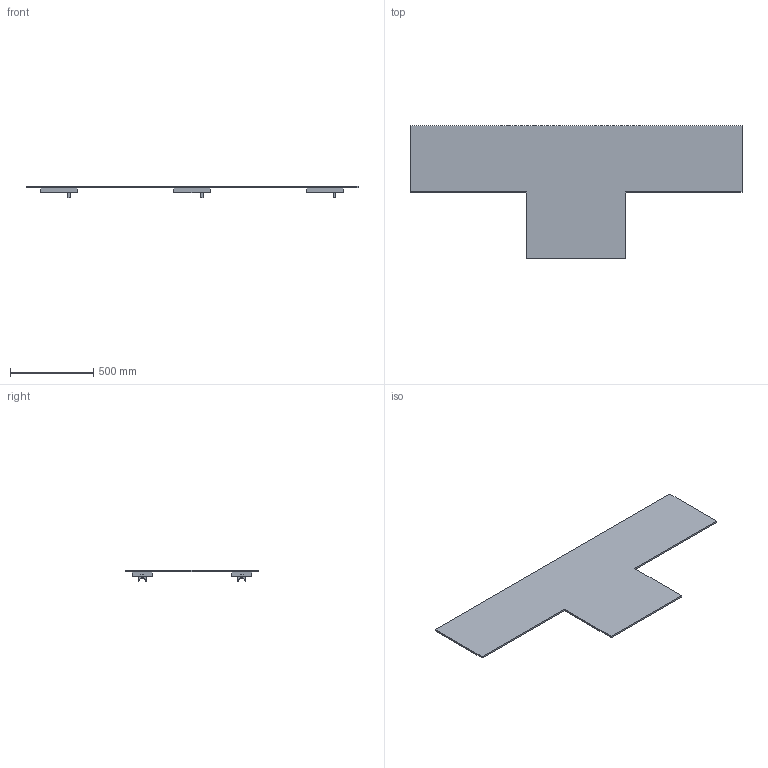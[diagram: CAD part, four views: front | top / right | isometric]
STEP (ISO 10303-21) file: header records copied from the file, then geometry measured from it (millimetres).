
FILE_DESCRIPTION (( 'STEP AP203' ), '1' );
FILE_NAME ('Baugr2.STEP', '2023-08-30T12:08:50', ( '' ), ( '' ), 'SwSTEP 2.0', 'SolidWorks 2020', '' );
FILE_SCHEMA (( 'CONFIG_CONTROL_DESIGN' ));
Length unit declared in the file: millimetre
Products named in the file (8): Baugr1; Auflage hinten; Grundplatte; Baugr2; Standfuss PVC Versuch-2
Assembly tree (13 placements, depth 3):
  Baugr2
    Grundplatte
    Baugr1
      Standfuss PVC Versuch-2
      Auflage hinten
    Baugr1
      Standfuss PVC Versuch-2
      Auflage hinten
    Baugr1
      Standfuss PVC Versuch-2
      Auflage hinten
    Baugr1
      Standfuss PVC Versuch-2
      Auflage hinten
Bounding box: 2000 x 800 x 70 mm (x, y, z)
Volume: 13436733.3 mm3; surface area: 2468180 mm2
Topology: 9 solids, 9 shells, 342 faces, 808 edges, 464 vertices
Faces by surface type: plane 182, cone 84, cylinder 76
Entity records: 3635 total; most frequent: DIRECTION 489, CARTESIAN_POINT 471, ORIENTED_EDGE 424, EDGE_CURVE 212, AXIS2_PLACEMENT_3D 170, LINE 149, VECTOR 149, VERTEX_POINT 128
